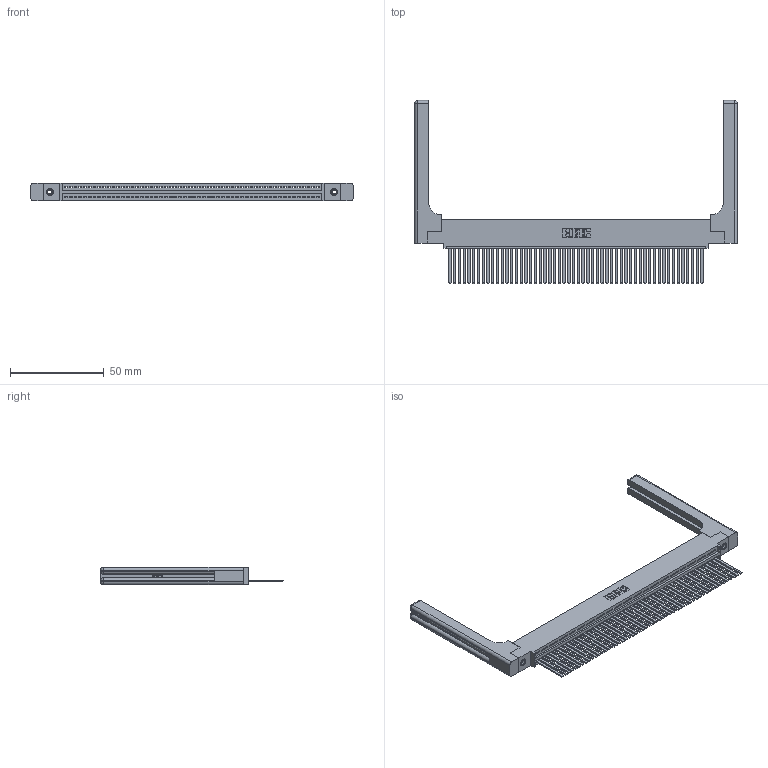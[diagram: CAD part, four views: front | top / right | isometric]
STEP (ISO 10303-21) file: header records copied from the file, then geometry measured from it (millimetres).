
FILE_DESCRIPTION (( 'STEP AP203' ), '1' );
FILE_NAME ('395-054-544-458.STEP', '2019-10-23T18:41:58', ( '' ), ( '' ), 'SwSTEP 2.0', 'SolidWorks 2016', '' );
FILE_SCHEMA (( 'CONFIG_CONTROL_DESIGN' ));
Length unit declared in the file: inch
Products named in the file (5): 345 Part_0.110 Offset - 0.156 Dia-TH; 395-054-544-458; 345-292-001_345-293-144; 345-250-001_345-250-001-102; 345-220-058_345-220-058
Assembly tree (59 placements, depth 2):
  395-054-544-458
    345 Part_0.110 Offset - 0.156 Dia-TH
    345-292-001_345-293-144  x54
    345-250-001_345-250-001-102  x2
    345-220-058_345-220-058  x2
Bounding box: 172.19 x 97.71 x 9.4 mm (x, y, z)
Volume: 25509.7 mm3; surface area: 30025.9 mm2
Topology: 59 solids, 59 shells, 3194 faces, 9551 edges, 6274 vertices
Faces by surface type: plane 2176, cylinder 958, bspline 36, cone 12, sphere 8, torus 4
Entity records: 44156 total; most frequent: CARTESIAN_POINT 8619, ORIENTED_EDGE 7404, DIRECTION 6454, EDGE_CURVE 3702, LINE 3266, VECTOR 3266, VERTEX_POINT 2458, AXIS2_PLACEMENT_3D 1594
